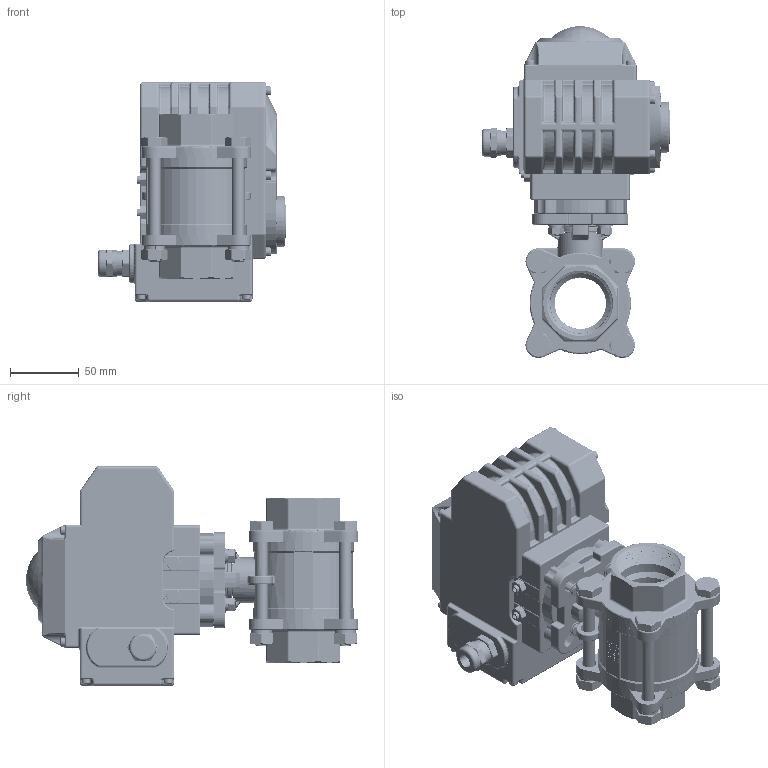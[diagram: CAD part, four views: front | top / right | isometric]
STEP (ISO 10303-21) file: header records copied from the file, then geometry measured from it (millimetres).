
FILE_DESCRIPTION (( 'STEP AP214' ), '1' );
FILE_NAME ('E1-1-2.STEP', '2019-02-14T17:47:59', ( '' ), ( '' ), 'SwSTEP 2.0', 'SolidWorks 2016', '' );
FILE_SCHEMA (( 'AUTOMOTIVE_DESIGN' ));
Length unit declared in the file: millimetre
Products named in the file (1): E1-1-2
Bounding box: 137.25 x 241.99 x 160 mm (x, y, z)
Volume: 1680241.3 mm3; surface area: 255548.9 mm2
Topology: 46 solids, 46 shells, 3503 faces, 9189 edges, 5775 vertices
Faces by surface type: cylinder 1359, plane 917, bspline 439, cone 356, torus 277, sphere 155
Entity records: 247508 total; most frequent: CARTESIAN_POINT 129129, ORIENTED_EDGE 18102, DIRECTION 15011, EDGE_CURVE 9051, AXIS2_PLACEMENT_3D 5782, VERTEX_POINT 5774, EDGE_LOOP 3729, UNCERTAINTY_MEASURE_WITH_UNIT 3551
